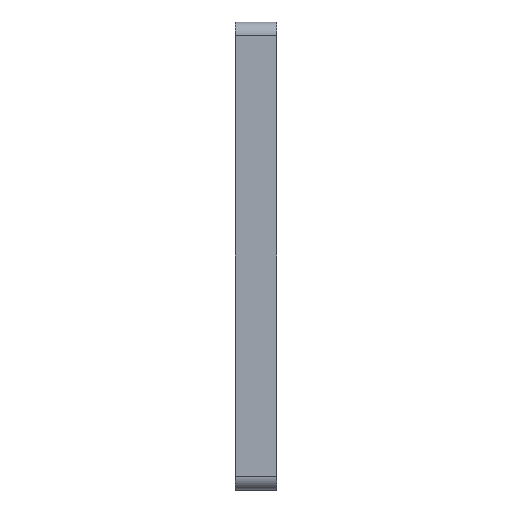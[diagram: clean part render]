
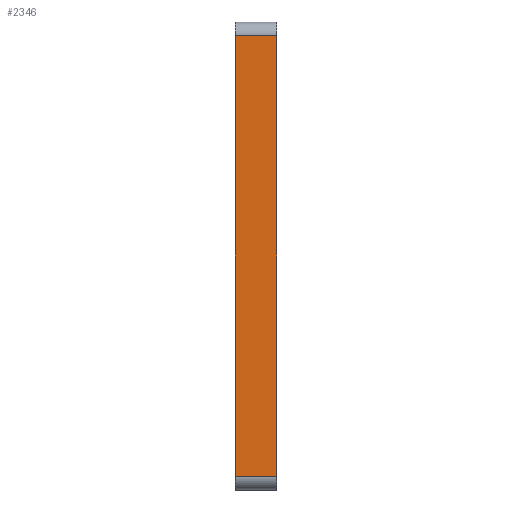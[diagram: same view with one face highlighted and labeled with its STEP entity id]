
A CAD part, left-side view. The second image highlights one B-rep face of the part: STEP entity #2346.
In plain terms, the highlighted planar face has unit normal (-1, 0, 0).
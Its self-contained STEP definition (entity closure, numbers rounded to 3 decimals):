
#118=DIRECTION('',(0.,0.,1.));
#119=VECTOR('',#118,160.);
#120=CARTESIAN_POINT('',(-140.,0.,-80.));
#121=LINE('',#120,#119);
#663=DIRECTION('',(0.,0.,1.));
#664=VECTOR('',#663,160.);
#665=CARTESIAN_POINT('',(-140.,15.,-80.));
#666=LINE('',#665,#664);
#872=DIRECTION('',(0.,-1.,0.));
#873=VECTOR('',#872,15.);
#874=CARTESIAN_POINT('',(-140.,15.,80.));
#875=LINE('',#874,#873);
#876=DIRECTION('',(0.,-1.,0.));
#877=VECTOR('',#876,15.);
#878=CARTESIAN_POINT('',(-140.,15.,-80.));
#879=LINE('',#878,#877);
#1137=CARTESIAN_POINT('',(-140.,0.,80.));
#1139=VERTEX_POINT('',#1137);
#1140=CARTESIAN_POINT('',(-140.,15.,80.));
#1141=VERTEX_POINT('',#1140);
#1144=CARTESIAN_POINT('',(-140.,0.,-80.));
#1146=VERTEX_POINT('',#1144);
#1150=CARTESIAN_POINT('',(-140.,15.,-80.));
#1151=VERTEX_POINT('',#1150);
#2334=CARTESIAN_POINT('',(-140.,0.,-85.));
#2335=DIRECTION('',(-1.,0.,0.));
#2336=DIRECTION('',(0.,0.,1.));
#2337=AXIS2_PLACEMENT_3D('',#2334,#2335,#2336);
#2338=PLANE('',#2337);
#2339=ORIENTED_EDGE('',*,*,#2327,.T.);
#2340=ORIENTED_EDGE('',*,*,#1163,.F.);
#2342=ORIENTED_EDGE('',*,*,#2341,.F.);
#2343=ORIENTED_EDGE('',*,*,#1786,.T.);
#2344=EDGE_LOOP('',(#2339,#2340,#2342,#2343));
#2345=FACE_OUTER_BOUND('',#2344,.F.);
#1163=EDGE_CURVE('',#1146,#1139,#121,.T.);
#1786=EDGE_CURVE('',#1151,#1141,#666,.T.);
#2327=EDGE_CURVE('',#1141,#1139,#875,.T.);
#2341=EDGE_CURVE('',#1151,#1146,#879,.T.);
#2346=ADVANCED_FACE('',(#2345),#2338,.T.);
